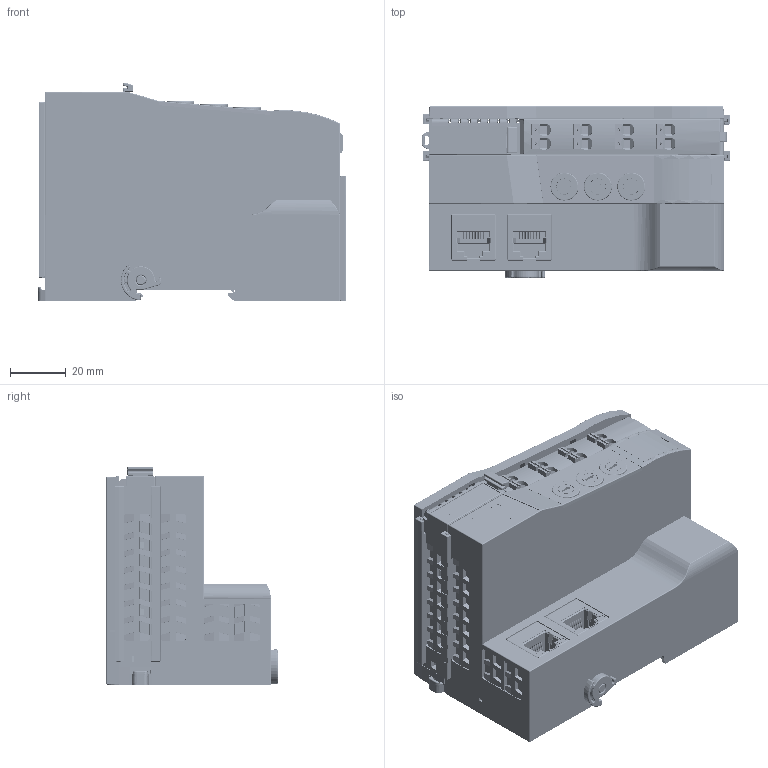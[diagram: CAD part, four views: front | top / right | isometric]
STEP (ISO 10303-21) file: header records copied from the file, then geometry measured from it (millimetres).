
FILE_DESCRIPTION(/* description */ (''),/* implementation_level */ '2;1');
FILE_NAME(/* name */ 'FX20 网关_1_.stp',/* time_stamp */ '2025-12-19T11:50:55+08:00',/* author */ (''),/* organization */ (''),/* preprocessor_version */ 'ST-DEVELOPER v20',/* originating_system */ 'SIEMENS PLM Software NX2412.5001',/* authorisation */ '');
FILE_SCHEMA (('AUTOMOTIVE_DESIGN { 1 0 10303 214 3 1 1 1 }'));
Products named in the file (1): FX20 网关_1_stp_objects
Bounding box: 110.7 x 61.6 x 78.5 mm (x, y, z)
Volume: 283822 mm3; surface area: 137020.3 mm2
Topology: 13 solids, 59 shells, 7586 faces, 20290 edges, 12909 vertices
Faces by surface type: plane 5013, cylinder 1439, bspline 430, cone 288, torus 234, sphere 182
Full cylindrical faces by diameter (mm): 0.45 x64, 0.6 x4, 0.7 x16, 1 x8, 1.05 x4, 1.2 x4, 1.8 x1, 2 x7, 2.2 x6, 3.5 x1, 4.2 x7
Entity records: 273765 total; most frequent: CARTESIAN_POINT 71874, ORIENTED_EDGE 39886, DIRECTION 35011, EDGE_CURVE 19943, LINE 13667, VECTOR 13667, VERTEX_POINT 12805, AXIS2_PLACEMENT_3D 10672
